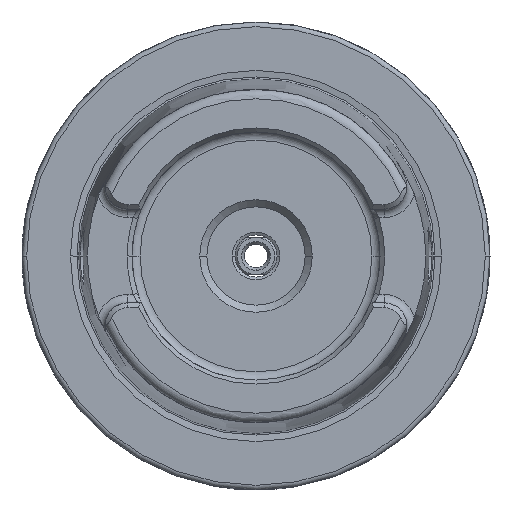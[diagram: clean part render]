
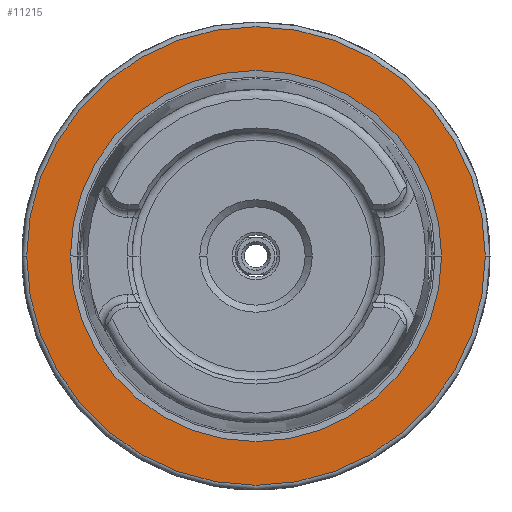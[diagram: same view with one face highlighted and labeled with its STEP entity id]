
A CAD part, left-side view. The second image highlights one B-rep face of the part: STEP entity #11215.
In plain terms, the highlighted planar face has unit normal (-1, 0, 0).
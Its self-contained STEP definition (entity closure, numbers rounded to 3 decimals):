
#74 = DIRECTION ( 'NONE',  ( 0., 0., 1. ) ) ;
#342 = CIRCLE ( 'NONE', #10349, 49. ) ;
#1120 = DIRECTION ( 'NONE',  ( 1., 0., 0. ) ) ;
#1449 = VERTEX_POINT ( 'NONE', #10719 ) ;
#1531 = AXIS2_PLACEMENT_3D ( 'NONE', #9832, #8895, #74 ) ;
#1682 = EDGE_LOOP ( 'NONE', ( #8517, #1881 ) ) ;
#1866 = AXIS2_PLACEMENT_3D ( 'NONE', #6890, #1120, #3095 ) ;
#1881 = ORIENTED_EDGE ( 'NONE', *, *, #11114, .F. ) ;
#2339 = PLANE ( 'NONE',  #1531 ) ;
#2733 = CARTESIAN_POINT ( 'NONE',  ( 0.05, 0., 0. ) ) ;
#2779 = CARTESIAN_POINT ( 'NONE',  ( 0.05, 0., 0. ) ) ;
#3095 = DIRECTION ( 'NONE',  ( 0., 0., -1. ) ) ;
#3164 = CARTESIAN_POINT ( 'NONE',  ( 0.05, 0., -49. ) ) ;
#3544 = AXIS2_PLACEMENT_3D ( 'NONE', #2779, #8546, #9228 ) ;
#3923 = EDGE_CURVE ( 'NONE', #10874, #1449, #4203, .T. ) ;
#4052 = FACE_BOUND ( 'NONE', #9075, .T. ) ;
#4203 = CIRCLE ( 'NONE', #8321, 49. ) ;
#4562 = CARTESIAN_POINT ( 'NONE',  ( 0.05, 0., 0. ) ) ;
#4969 = EDGE_CURVE ( 'NONE', #7388, #5529, #10511, .T. ) ;
#5511 = CIRCLE ( 'NONE', #3544, 39.647 ) ;
#5529 = VERTEX_POINT ( 'NONE', #8537 ) ;
#5885 = ORIENTED_EDGE ( 'NONE', *, *, #8463, .T. ) ;
#6470 = DIRECTION ( 'NONE',  ( 0., 0., -1. ) ) ;
#6890 = CARTESIAN_POINT ( 'NONE',  ( 0.05, 0., 0. ) ) ;
#7141 = CARTESIAN_POINT ( 'NONE',  ( 0.05, 0., -39.647 ) ) ;
#7388 = VERTEX_POINT ( 'NONE', #7141 ) ;
#7911 = FACE_OUTER_BOUND ( 'NONE', #1682, .T. ) ;
#8305 = DIRECTION ( 'NONE',  ( 0., 0., -1. ) ) ;
#8321 = AXIS2_PLACEMENT_3D ( 'NONE', #2733, #11205, #6470 ) ;
#8463 = EDGE_CURVE ( 'NONE', #5529, #7388, #5511, .T. ) ;
#8517 = ORIENTED_EDGE ( 'NONE', *, *, #3923, .F. ) ;
#8537 = CARTESIAN_POINT ( 'NONE',  ( 0.05, 0., 39.647 ) ) ;
#8546 = DIRECTION ( 'NONE',  ( 1., 0., 0. ) ) ;
#8895 = DIRECTION ( 'NONE',  ( -1., 0., 0. ) ) ;
#9075 = EDGE_LOOP ( 'NONE', ( #5885, #9871 ) ) ;
#9228 = DIRECTION ( 'NONE',  ( 0., 0., -1. ) ) ;
#9832 = CARTESIAN_POINT ( 'NONE',  ( 0.05, 39.647, 0. ) ) ;
#9871 = ORIENTED_EDGE ( 'NONE', *, *, #4969, .T. ) ;
#10349 = AXIS2_PLACEMENT_3D ( 'NONE', #4562, #12116, #8305 ) ;
#10511 = CIRCLE ( 'NONE', #1866, 39.647 ) ;
#10719 = CARTESIAN_POINT ( 'NONE',  ( 0.05, 0., 49. ) ) ;
#10874 = VERTEX_POINT ( 'NONE', #3164 ) ;
#11114 = EDGE_CURVE ( 'NONE', #1449, #10874, #342, .T. ) ;
#11205 = DIRECTION ( 'NONE',  ( 1., 0., 0. ) ) ;
#11215 = ADVANCED_FACE ( 'NONE', ( #4052, #7911 ), #2339, .T. ) ;
#12116 = DIRECTION ( 'NONE',  ( 1., 0., 0. ) ) ;
